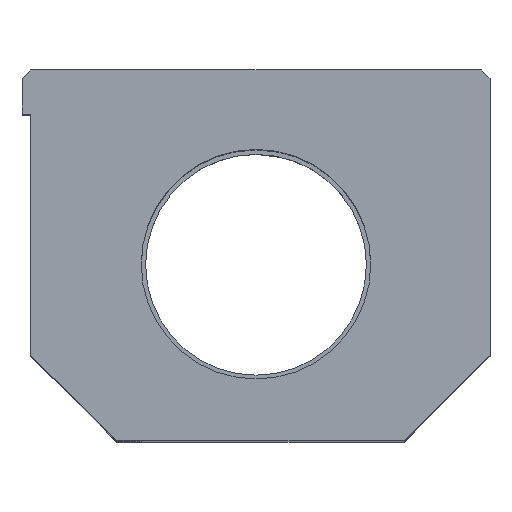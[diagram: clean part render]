
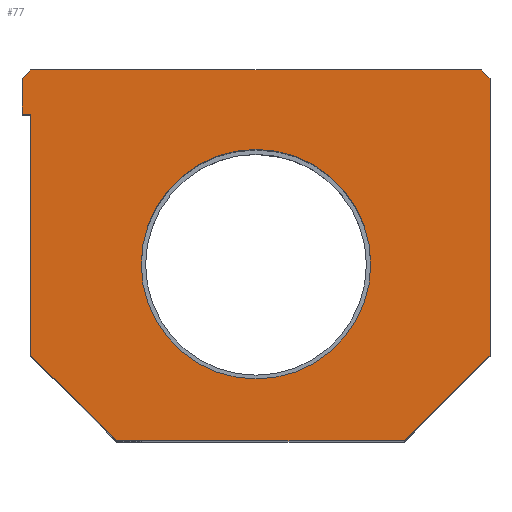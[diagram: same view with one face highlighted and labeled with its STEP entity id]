
A CAD part, top view. The second image highlights one B-rep face of the part: STEP entity #77.
In plain terms, the highlighted planar face has unit normal (0, 0, 1).
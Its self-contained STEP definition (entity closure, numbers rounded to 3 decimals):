
#77 = ADVANCED_FACE( '', ( #187, #188 ), #189, .T. );
#187 = FACE_OUTER_BOUND( '', #352, .T. );
#188 = FACE_BOUND( '', #353, .T. );
#189 = PLANE( '', #354 );
#352 = EDGE_LOOP( '', ( #538, #539, #540, #541, #542, #543, #544, #545, #546, #547 ) );
#353 = EDGE_LOOP( '', ( #548 ) );
#354 = AXIS2_PLACEMENT_3D( '', #549, #550, #551 );
#538 = ORIENTED_EDGE( '', *, *, #863, .T. );
#539 = ORIENTED_EDGE( '', *, *, #864, .T. );
#540 = ORIENTED_EDGE( '', *, *, #865, .T. );
#541 = ORIENTED_EDGE( '', *, *, #866, .T. );
#542 = ORIENTED_EDGE( '', *, *, #860, .T. );
#543 = ORIENTED_EDGE( '', *, *, #867, .T. );
#544 = ORIENTED_EDGE( '', *, *, #868, .T. );
#545 = ORIENTED_EDGE( '', *, *, #849, .T. );
#546 = ORIENTED_EDGE( '', *, *, #869, .T. );
#547 = ORIENTED_EDGE( '', *, *, #870, .T. );
#548 = ORIENTED_EDGE( '', *, *, #871, .T. );
#549 = CARTESIAN_POINT( '', ( 0., 0., 84. ) );
#550 = DIRECTION( '', ( 0., 0., 1. ) );
#551 = DIRECTION( '', ( 1., 0., 0. ) );
#849 = EDGE_CURVE( '', #988, #986, #989, .T. );
#860 = EDGE_CURVE( '', #1007, #1005, #1008, .T. );
#863 = EDGE_CURVE( '', #1011, #1012, #1013, .T. );
#864 = EDGE_CURVE( '', #1012, #1014, #1015, .T. );
#865 = EDGE_CURVE( '', #1014, #1016, #1017, .T. );
#866 = EDGE_CURVE( '', #1016, #1007, #1018, .T. );
#867 = EDGE_CURVE( '', #1005, #1019, #1020, .T. );
#868 = EDGE_CURVE( '', #1019, #988, #1021, .T. );
#869 = EDGE_CURVE( '', #986, #1022, #1023, .T. );
#870 = EDGE_CURVE( '', #1022, #1011, #1024, .T. );
#871 = EDGE_CURVE( '', #1025, #1025, #1026, .T. );
#986 = VERTEX_POINT( '', #1189 );
#988 = VERTEX_POINT( '', #1192 );
#989 = LINE( '', #1193, #1194 );
#1005 = VERTEX_POINT( '', #1213 );
#1007 = VERTEX_POINT( '', #1216 );
#1008 = LINE( '', #1217, #1218 );
#1011 = VERTEX_POINT( '', #1222 );
#1012 = VERTEX_POINT( '', #1223 );
#1013 = LINE( '', #1224, #1225 );
#1014 = VERTEX_POINT( '', #1226 );
#1015 = LINE( '', #1227, #1228 );
#1016 = VERTEX_POINT( '', #1229 );
#1017 = LINE( '', #1230, #1231 );
#1018 = LINE( '', #1232, #1233 );
#1019 = VERTEX_POINT( '', #1234 );
#1020 = LINE( '', #1235, #1236 );
#1021 = LINE( '', #1237, #1238 );
#1022 = VERTEX_POINT( '', #1239 );
#1023 = LINE( '', #1240, #1241 );
#1024 = LINE( '', #1242, #1243 );
#1025 = VERTEX_POINT( '', #1244 );
#1026 = CIRCLE( '', #1245, 13. );
#1189 = CARTESIAN_POINT( '', ( 26.5, 41., 84. ) );
#1192 = CARTESIAN_POINT( '', ( 26.5, 9.7, 84. ) );
#1193 = CARTESIAN_POINT( '', ( 26.5, 9.7, 84. ) );
#1194 = VECTOR( '', #1467, 1000. );
#1213 = CARTESIAN_POINT( '', ( -15.8, 0., 84. ) );
#1216 = CARTESIAN_POINT( '', ( -25.5, 9.7, 84. ) );
#1217 = CARTESIAN_POINT( '', ( -25.5, 9.7, 84. ) );
#1218 = VECTOR( '', #1484, 1000. );
#1222 = CARTESIAN_POINT( '', ( -25.5, 42., 84. ) );
#1223 = CARTESIAN_POINT( '', ( -26.5, 41., 84. ) );
#1224 = CARTESIAN_POINT( '', ( -25.5, 42., 84. ) );
#1225 = VECTOR( '', #1486, 1000. );
#1226 = CARTESIAN_POINT( '', ( -26.5, 37., 84. ) );
#1227 = CARTESIAN_POINT( '', ( -26.5, 41., 84. ) );
#1228 = VECTOR( '', #1487, 1000. );
#1229 = CARTESIAN_POINT( '', ( -25.5, 37., 84. ) );
#1230 = CARTESIAN_POINT( '', ( -26.5, 37., 84. ) );
#1231 = VECTOR( '', #1488, 1000. );
#1232 = CARTESIAN_POINT( '', ( -25.5, 37., 84. ) );
#1233 = VECTOR( '', #1489, 1000. );
#1234 = CARTESIAN_POINT( '', ( 16.8, 0., 84. ) );
#1235 = CARTESIAN_POINT( '', ( -15.8, 0., 84. ) );
#1236 = VECTOR( '', #1490, 1000. );
#1237 = CARTESIAN_POINT( '', ( 16.8, 0., 84. ) );
#1238 = VECTOR( '', #1491, 1000. );
#1239 = CARTESIAN_POINT( '', ( 25.5, 42., 84. ) );
#1240 = CARTESIAN_POINT( '', ( 26.5, 41., 84. ) );
#1241 = VECTOR( '', #1492, 1000. );
#1242 = CARTESIAN_POINT( '', ( 25.5, 42., 84. ) );
#1243 = VECTOR( '', #1493, 1000. );
#1244 = CARTESIAN_POINT( '', ( -13., 20., 84. ) );
#1245 = AXIS2_PLACEMENT_3D( '', #1494, #1495, #1496 );
#1467 = DIRECTION( '', ( 0., 1., 0. ) );
#1484 = DIRECTION( '', ( 0.707, -0.707, 0. ) );
#1486 = DIRECTION( '', ( -0.707, -0.707, 0. ) );
#1487 = DIRECTION( '', ( 0., -1., 0. ) );
#1488 = DIRECTION( '', ( 1., 0., 0. ) );
#1489 = DIRECTION( '', ( 0., -1., 0. ) );
#1490 = DIRECTION( '', ( 1., 0., 0. ) );
#1491 = DIRECTION( '', ( 0.707, 0.707, 0. ) );
#1492 = DIRECTION( '', ( -0.707, 0.707, 0. ) );
#1493 = DIRECTION( '', ( -1., 0., 0. ) );
#1494 = CARTESIAN_POINT( '', ( 0., 20., 84. ) );
#1495 = DIRECTION( '', ( 0., 0., -1. ) );
#1496 = DIRECTION( '', ( -1., 0., 0. ) );
